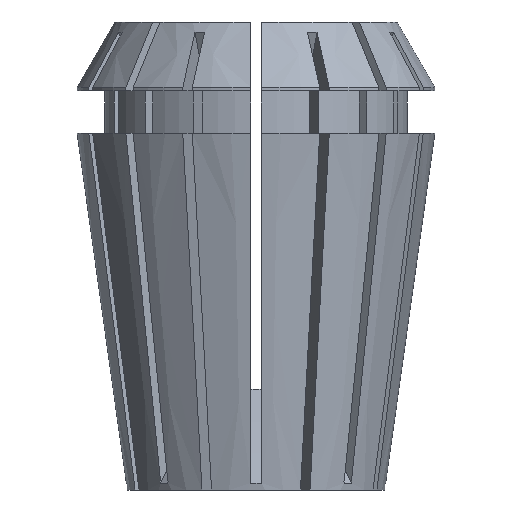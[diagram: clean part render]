
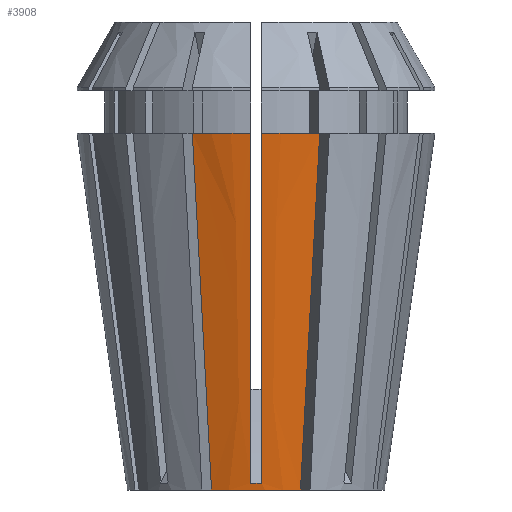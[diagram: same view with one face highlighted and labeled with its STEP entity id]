
A CAD part, left-side view. The second image highlights one B-rep face of the part: STEP entity #3908.
In plain terms, the highlighted conical face has half-angle 8 degrees and reference radius 9.36 mm.
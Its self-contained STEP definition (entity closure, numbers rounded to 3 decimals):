
#29 = DIRECTION ( 'NONE',  ( 0., 0., -1. ) ) ;
#31 = CARTESIAN_POINT ( 'NONE',  ( -9.82, 0.375, 3.322 ) ) ;
#45 = CARTESIAN_POINT ( 'NONE',  ( -9.82, -0.375, 3.322 ) ) ;
#62 = CARTESIAN_POINT ( 'NONE',  ( -11.422, 0.375, 14.712 ) ) ;
#273 = CARTESIAN_POINT ( 'NONE',  ( -12.149, 4.626, 25.9 ) ) ;
#393 = VERTEX_POINT ( 'NONE', #1991 ) ;
#406 = DIRECTION ( 'NONE',  ( 0., 0., -1. ) ) ;
#409 = B_SPLINE_CURVE_WITH_KNOTS ( 'NONE', 3,
 ( #2205, #2626, #5094, #1021 ),
 .UNSPECIFIED., .F., .F.,
 ( 4, 4 ),
 ( 0., 0.001 ),
 .UNSPECIFIED. ) ;
#414 = CARTESIAN_POINT ( 'NONE',  ( -12.995, -0.375, 25.9 ) ) ;
#483 = CARTESIAN_POINT ( 'NONE',  ( -12.737, 0.375, 24.069 ) ) ;
#505 = CARTESIAN_POINT ( 'NONE',  ( -9.688, -0.375, 2.384 ) ) ;
#669 = ORIENTED_EDGE ( 'NONE', *, *, #4725, .T. ) ;
#687 = CARTESIAN_POINT ( 'NONE',  ( -9.07, 3.351, 2.199 ) ) ;
#739 = CIRCLE ( 'NONE', #1583, 13. ) ;
#743 = CARTESIAN_POINT ( 'NONE',  ( -8.784, -3.233, 0. ) ) ;
#823 = EDGE_CURVE ( 'NONE', #838, #1471, #1801, .T. ) ;
#838 = VERTEX_POINT ( 'NONE', #2453 ) ;
#891 = CARTESIAN_POINT ( 'NONE',  ( -9.424, 0.375, 0.508 ) ) ;
#895 = CARTESIAN_POINT ( 'NONE',  ( -8.927, -3.292, 1.099 ) ) ;
#936 = CARTESIAN_POINT ( 'NONE',  ( -12.223, -0.375, 20.407 ) ) ;
#953 = DIRECTION ( 'NONE',  ( -1., 0., 0. ) ) ;
#970 = EDGE_LOOP ( 'NONE', ( #4512, #3355, #1820, #4933, #1059, #669, #1654, #2176 ) ) ;
#988 = CIRCLE ( 'NONE', #4260, 9.36 ) ;
#1021 = CARTESIAN_POINT ( 'NONE',  ( -9.424, -0.375, 0.508 ) ) ;
#1042 = DIRECTION ( 'NONE',  ( 0., 0., 1. ) ) ;
#1059 = ORIENTED_EDGE ( 'NONE', *, *, #2964, .T. ) ;
#1062 = FACE_OUTER_BOUND ( 'NONE', #970, .T. ) ;
#1082 = VERTEX_POINT ( 'NONE', #2286 ) ;
#1291 = CARTESIAN_POINT ( 'NONE',  ( -9.556, 0.375, 1.446 ) ) ;
#1336 = CARTESIAN_POINT ( 'NONE',  ( -9.213, -3.41, 3.298 ) ) ;
#1350 = CARTESIAN_POINT ( 'NONE',  ( -12.48, -0.375, 22.238 ) ) ;
#1371 = CARTESIAN_POINT ( 'NONE',  ( -12.995, 0.375, 25.9 ) ) ;
#1471 = VERTEX_POINT ( 'NONE', #2138 ) ;
#1583 = AXIS2_PLACEMENT_3D ( 'NONE', #2096, #29, #3735 ) ;
#1644 = AXIS2_PLACEMENT_3D ( 'NONE', #3062, #1042, #4302 ) ;
#1654 = ORIENTED_EDGE ( 'NONE', *, *, #4834, .F. ) ;
#1694 = CARTESIAN_POINT ( 'NONE',  ( -9.556, -0.375, 1.446 ) ) ;
#1731 = CARTESIAN_POINT ( 'NONE',  ( -10.192, -3.816, 10.832 ) ) ;
#1781 = CARTESIAN_POINT ( 'NONE',  ( -9.424, 0.375, 0.508 ) ) ;
#1801 = CIRCLE ( 'NONE', #2726, 13. ) ;
#1804 = CARTESIAN_POINT ( 'NONE',  ( 0., 0., 0. ) ) ;
#1820 = ORIENTED_EDGE ( 'NONE', *, *, #5223, .F. ) ;
#1889 = CARTESIAN_POINT ( 'NONE',  ( -11.171, 4.221, 18.366 ) ) ;
#1991 = CARTESIAN_POINT ( 'NONE',  ( -12.995, -0.375, 25.9 ) ) ;
#2041 = VERTEX_POINT ( 'NONE', #4193 ) ;
#2096 = CARTESIAN_POINT ( 'NONE',  ( 0., 0., 25.9 ) ) ;
#2138 = CARTESIAN_POINT ( 'NONE',  ( -12.149, 4.626, 25.9 ) ) ;
#2176 = ORIENTED_EDGE ( 'NONE', *, *, #3567, .F. ) ;
#2205 = CARTESIAN_POINT ( 'NONE',  ( -9.424, 0.375, 0.508 ) ) ;
#2264 = CARTESIAN_POINT ( 'NONE',  ( -8.927, 3.292, 1.099 ) ) ;
#2279 = EDGE_CURVE ( 'NONE', #1471, #3582, #3694, .T. ) ;
#2286 = CARTESIAN_POINT ( 'NONE',  ( -12.149, -4.626, 25.9 ) ) ;
#2297 = CARTESIAN_POINT ( 'NONE',  ( -9.213, 3.41, 3.298 ) ) ;
#2417 = EDGE_CURVE ( 'NONE', #1082, #4965, #2866, .T. ) ;
#2453 = CARTESIAN_POINT ( 'NONE',  ( -12.995, 0.375, 25.9 ) ) ;
#2512 = CARTESIAN_POINT ( 'NONE',  ( -9.07, -3.351, 2.199 ) ) ;
#2528 = CARTESIAN_POINT ( 'NONE',  ( -12.48, 0.375, 22.238 ) ) ;
#2530 = CARTESIAN_POINT ( 'NONE',  ( -8.784, -3.233, 0. ) ) ;
#2570 = CARTESIAN_POINT ( 'NONE',  ( -10.621, -0.375, 9.017 ) ) ;
#2626 = CARTESIAN_POINT ( 'NONE',  ( -9.433, 0.125, 0.497 ) ) ;
#2726 = AXIS2_PLACEMENT_3D ( 'NONE', #2898, #406, #2878 ) ;
#2866 = B_SPLINE_CURVE_WITH_KNOTS ( 'NONE', 3,
 ( #3308, #4983, #1731, #1336, #2512, #895, #2530 ),
 .UNSPECIFIED., .F., .F.,
 ( 4, 3, 4 ),
 ( 0., 0.023, 0.026 ),
 .UNSPECIFIED. ) ;
#2878 = DIRECTION ( 'NONE',  ( -1., 0., 0. ) ) ;
#2898 = CARTESIAN_POINT ( 'NONE',  ( 0., 0., 25.9 ) ) ;
#2964 = EDGE_CURVE ( 'NONE', #1082, #393, #739, .T. ) ;
#2981 = CARTESIAN_POINT ( 'NONE',  ( -11.422, -0.375, 14.712 ) ) ;
#2982 = CARTESIAN_POINT ( 'NONE',  ( -9.688, 0.375, 2.384 ) ) ;
#3062 = CARTESIAN_POINT ( 'NONE',  ( 0., 0., 0. ) ) ;
#3285 = CARTESIAN_POINT ( 'NONE',  ( -12.737, -0.375, 24.069 ) ) ;
#3308 = CARTESIAN_POINT ( 'NONE',  ( -12.149, -4.626, 25.9 ) ) ;
#3355 = ORIENTED_EDGE ( 'NONE', *, *, #2279, .T. ) ;
#3357 = CARTESIAN_POINT ( 'NONE',  ( -8.784, 3.233, 0. ) ) ;
#3567 = EDGE_CURVE ( 'NONE', #838, #3834, #3844, .T. ) ;
#3582 = VERTEX_POINT ( 'NONE', #3357 ) ;
#3694 = B_SPLINE_CURVE_WITH_KNOTS ( 'NONE', 3,
 ( #273, #1889, #4724, #2297, #687, #2264, #4741 ),
 .UNSPECIFIED., .F., .F.,
 ( 4, 3, 4 ),
 ( 0., 0.023, 0.026 ),
 .UNSPECIFIED. ) ;
#3735 = DIRECTION ( 'NONE',  ( -1., 0., 0. ) ) ;
#3771 = CARTESIAN_POINT ( 'NONE',  ( -12.223, 0.375, 20.407 ) ) ;
#3834 = VERTEX_POINT ( 'NONE', #1781 ) ;
#3844 = B_SPLINE_CURVE_WITH_KNOTS ( 'NONE', 3,
 ( #1371, #483, #2528, #3771, #62, #4621, #31, #2982, #1291, #891 ),
 .UNSPECIFIED., .F., .F.,
 ( 4, 3, 3, 4 ),
 ( 0.05, 0.056, 0.073, 0.076 ),
 .UNSPECIFIED. ) ;
#3908 = ADVANCED_FACE ( 'NONE', ( #1062 ), #4116, .T. ) ;
#4116 = CONICAL_SURFACE ( 'NONE', #1644, 9.36, 0.14 ) ;
#4120 = B_SPLINE_CURVE_WITH_KNOTS ( 'NONE', 3,
 ( #414, #3285, #1350, #936, #2981, #2570, #45, #505, #1694, #4599 ),
 .UNSPECIFIED., .F., .F.,
 ( 4, 3, 3, 4 ),
 ( 0.05, 0.056, 0.073, 0.076 ),
 .UNSPECIFIED. ) ;
#4193 = CARTESIAN_POINT ( 'NONE',  ( -9.424, -0.375, 0.508 ) ) ;
#4260 = AXIS2_PLACEMENT_3D ( 'NONE', #1804, #4633, #953 ) ;
#4302 = DIRECTION ( 'NONE',  ( 1., 0., 0. ) ) ;
#4512 = ORIENTED_EDGE ( 'NONE', *, *, #823, .T. ) ;
#4599 = CARTESIAN_POINT ( 'NONE',  ( -9.424, -0.375, 0.508 ) ) ;
#4621 = CARTESIAN_POINT ( 'NONE',  ( -10.621, 0.375, 9.017 ) ) ;
#4633 = DIRECTION ( 'NONE',  ( 0., 0., -1. ) ) ;
#4724 = CARTESIAN_POINT ( 'NONE',  ( -10.192, 3.816, 10.832 ) ) ;
#4725 = EDGE_CURVE ( 'NONE', #393, #2041, #4120, .T. ) ;
#4741 = CARTESIAN_POINT ( 'NONE',  ( -8.784, 3.233, 0. ) ) ;
#4834 = EDGE_CURVE ( 'NONE', #3834, #2041, #409, .T. ) ;
#4933 = ORIENTED_EDGE ( 'NONE', *, *, #2417, .F. ) ;
#4965 = VERTEX_POINT ( 'NONE', #743 ) ;
#4983 = CARTESIAN_POINT ( 'NONE',  ( -11.171, -4.221, 18.366 ) ) ;
#5094 = CARTESIAN_POINT ( 'NONE',  ( -9.433, -0.125, 0.497 ) ) ;
#5223 = EDGE_CURVE ( 'NONE', #4965, #3582, #988, .T. ) ;
